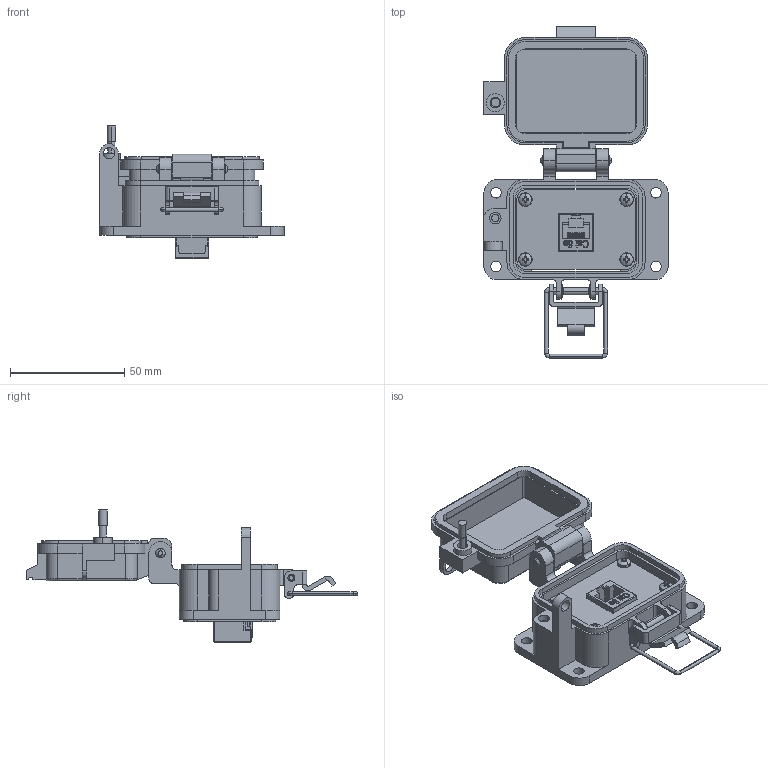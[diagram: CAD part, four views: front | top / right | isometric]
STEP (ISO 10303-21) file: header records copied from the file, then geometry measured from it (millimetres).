
FILE_DESCRIPTION (( 'STEP AP203' ), '1' );
FILE_NAME ('P-R33-B4RX_3D.STEP', '2021-06-29T20:07:37', ( '' ), ( '' ), 'SwSTEP 2.0', 'SolidWorks 2019', '' );
FILE_SCHEMA (( 'CONFIG_CONTROL_DESIGN' ));
Length unit declared in the file: millimetre
Products named in the file (10): Z-000-4243316TFP; P-R33-B4RX_TP060_1; P-R33-B4RX_BP180_1; R33; -B4; 92005A124_METRIC PAN HEAD PHILLIPS MACHINE SCREW_92005A124; P-R33-B4RX_FP060_1; Z-H-B4_B; Z-300-RJ45C5SH; P-R33-B4RX_3D
Assembly tree (14 placements, depth 3):
  P-R33-B4RX_3D
    P-R33-B4RX_BP180_1
    P-R33-B4RX_TP060_1
    Z-000-4243316TFP  x3
    P-R33-B4RX_FP060_1
    R33
      Z-300-RJ45C5SH
    -B4
      Z-H-B4_B
    92005A124_METRIC PAN HEAD PHILLIPS MACHINE SCREW_92005A124  x4
Bounding box: 80.57 x 145.03 x 57.71 mm (x, y, z)
Volume: 60292.1 mm3; surface area: 48845.9 mm2
Topology: 21 solids, 21 shells, 1870 faces, 5270 edges, 3476 vertices
Faces by surface type: cylinder 898, plane 616, bspline 261, cone 71, torus 16, sphere 8
Entity records: 49453 total; most frequent: CARTESIAN_POINT 19235, ORIENTED_EDGE 6692, DIRECTION 5203, EDGE_CURVE 3346, VERTEX_POINT 2209, VECTOR 1915, LINE 1915, AXIS2_PLACEMENT_3D 1644
